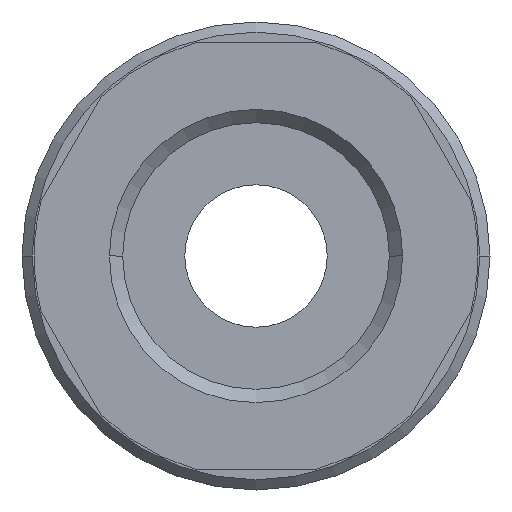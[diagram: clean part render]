
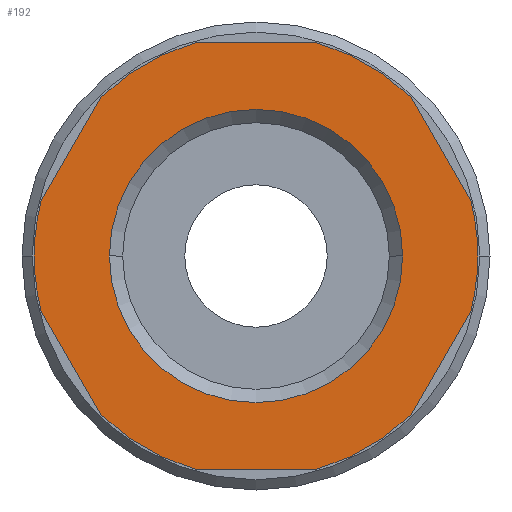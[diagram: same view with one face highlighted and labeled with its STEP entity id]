
A CAD part, front view. The second image highlights one B-rep face of the part: STEP entity #192.
In plain terms, the highlighted planar face has unit normal (0, -1, 0).
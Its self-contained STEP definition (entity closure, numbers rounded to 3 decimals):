
#192=ADVANCED_FACE('',(#453,#454),#455,.T.);
#453=FACE_BOUND('',#792,.T.);
#454=FACE_OUTER_BOUND('',#793,.T.);
#455=PLANE('',#794);
#792=EDGE_LOOP('',(#1276,#1277));
#793=EDGE_LOOP('',(#1278,#1279,#1280,#1281,#1282,#1283,#1284,#1285,#1286,#1287,#1288,#1289,#1290,#1291));
#794=AXIS2_PLACEMENT_3D('',#1292,#1293,#1294);
#1276=ORIENTED_EDGE('',*,*,#2047,.T.);
#1277=ORIENTED_EDGE('',*,*,#2048,.T.);
#1278=ORIENTED_EDGE('',*,*,#2049,.T.);
#1279=ORIENTED_EDGE('',*,*,#2050,.F.);
#1280=ORIENTED_EDGE('',*,*,#1935,.T.);
#1281=ORIENTED_EDGE('',*,*,#2051,.F.);
#1282=ORIENTED_EDGE('',*,*,#1957,.T.);
#1283=ORIENTED_EDGE('',*,*,#2052,.F.);
#1284=ORIENTED_EDGE('',*,*,#1964,.F.);
#1285=ORIENTED_EDGE('',*,*,#2023,.T.);
#1286=ORIENTED_EDGE('',*,*,#2028,.F.);
#1287=ORIENTED_EDGE('',*,*,#2053,.T.);
#1288=ORIENTED_EDGE('',*,*,#2054,.F.);
#1289=ORIENTED_EDGE('',*,*,#2055,.T.);
#1290=ORIENTED_EDGE('',*,*,#1982,.F.);
#1291=ORIENTED_EDGE('',*,*,#2056,.F.);
#1292=CARTESIAN_POINT('',(5.45,0.0,0.0));
#1293=DIRECTION('',(-0.0,-1.0,-0.0));
#1294=DIRECTION('',(-1.0,0.0,0.0));
#1935=EDGE_CURVE('',#2287,#2284,#2288,.T.);
#1957=EDGE_CURVE('',#2326,#2323,#2327,.T.);
#1964=EDGE_CURVE('',#2337,#2332,#2339,.T.);
#1982=EDGE_CURVE('',#2368,#2370,#2371,.T.);
#2023=EDGE_CURVE('',#2337,#2432,#2435,.T.);
#2028=EDGE_CURVE('',#2440,#2432,#2442,.T.);
#2047=EDGE_CURVE('',#2470,#2471,#2472,.T.);
#2048=EDGE_CURVE('',#2471,#2470,#2473,.T.);
#2049=EDGE_CURVE('',#2474,#2475,#2476,.T.);
#2050=EDGE_CURVE('',#2287,#2475,#2477,.T.);
#2051=EDGE_CURVE('',#2326,#2284,#2478,.T.);
#2052=EDGE_CURVE('',#2332,#2323,#2479,.T.);
#2053=EDGE_CURVE('',#2440,#2480,#2481,.T.);
#2054=EDGE_CURVE('',#2482,#2480,#2483,.T.);
#2055=EDGE_CURVE('',#2482,#2370,#2484,.T.);
#2056=EDGE_CURVE('',#2474,#2368,#2485,.T.);
#2284=VERTEX_POINT('',#2762);
#2287=VERTEX_POINT('',#2766);
#2288=LINE('',#2767,#2768);
#2323=VERTEX_POINT('',#2853);
#2326=VERTEX_POINT('',#2857);
#2327=LINE('',#2858,#2859);
#2332=VERTEX_POINT('',#2866);
#2337=VERTEX_POINT('',#2872);
#2339=CIRCLE('',#2875,10.9);
#2368=VERTEX_POINT('',#2963);
#2370=VERTEX_POINT('',#2966);
#2371=CIRCLE('',#2967,10.9);
#2432=VERTEX_POINT('',#3083);
#2435=LINE('',#3087,#3088);
#2440=VERTEX_POINT('',#3094);
#2442=CIRCLE('',#3097,10.9);
#2470=VERTEX_POINT('',#3153);
#2471=VERTEX_POINT('',#3154);
#2472=CIRCLE('',#3155,7.205);
#2473=CIRCLE('',#3156,7.205);
#2474=VERTEX_POINT('',#3157);
#2475=VERTEX_POINT('',#3158);
#2476=LINE('',#3159,#3160);
#2477=CIRCLE('',#3161,10.9);
#2478=CIRCLE('',#3162,10.9);
#2479=CIRCLE('',#3163,10.9);
#2480=VERTEX_POINT('',#3164);
#2481=LINE('',#3165,#3166);
#2482=VERTEX_POINT('',#3167);
#2483=CIRCLE('',#3168,10.9);
#2484=LINE('',#3169,#3170);
#2485=CIRCLE('',#3171,10.9);
#2762=CARTESIAN_POINT('',(2.926,0.0,-10.5));
#2766=CARTESIAN_POINT('',(-2.926,0.0,-10.5));
#2767=CARTESIAN_POINT('',(2.725,0.0,-10.5));
#2768=VECTOR('',#3579,1.0);
#2853=CARTESIAN_POINT('',(10.556,0.0,-2.716));
#2857=CARTESIAN_POINT('',(7.63,0.0,-7.784));
#2858=CARTESIAN_POINT('',(9.775,0.0,-4.07));
#2859=VECTOR('',#3602,1.0);
#2866=CARTESIAN_POINT('',(10.9,0.0,0.));
#2872=CARTESIAN_POINT('',(10.556,0.0,2.716));
#2875=AXIS2_PLACEMENT_3D('',#3610,#3611,#3612);
#2963=CARTESIAN_POINT('',(-10.9,0.0,0.));
#2966=CARTESIAN_POINT('',(-10.556,0.0,2.716));
#2967=AXIS2_PLACEMENT_3D('',#3627,#3628,#3629);
#3083=CARTESIAN_POINT('',(7.63,0.0,7.784));
#3087=CARTESIAN_POINT('',(9.775,0.0,4.07));
#3088=VECTOR('',#3684,1.0);
#3094=CARTESIAN_POINT('',(2.926,0.0,10.5));
#3097=AXIS2_PLACEMENT_3D('',#3690,#3691,#3692);
#3153=CARTESIAN_POINT('',(-7.205,0.0,0.));
#3154=CARTESIAN_POINT('',(7.205,0.0,0.));
#3155=AXIS2_PLACEMENT_3D('',#3714,#3715,#3716);
#3156=AXIS2_PLACEMENT_3D('',#3717,#3718,#3719);
#3157=CARTESIAN_POINT('',(-10.556,0.0,-2.716));
#3158=CARTESIAN_POINT('',(-7.63,0.0,-7.784));
#3159=CARTESIAN_POINT('',(-8.412,0.0,-6.43));
#3160=VECTOR('',#3720,1.0);
#3161=AXIS2_PLACEMENT_3D('',#3721,#3722,#3723);
#3162=AXIS2_PLACEMENT_3D('',#3724,#3725,#3726);
#3163=AXIS2_PLACEMENT_3D('',#3727,#3728,#3729);
#3164=CARTESIAN_POINT('',(-2.926,0.0,10.5));
#3165=CARTESIAN_POINT('',(2.725,0.0,10.5));
#3166=VECTOR('',#3730,1.0);
#3167=CARTESIAN_POINT('',(-7.63,0.0,7.784));
#3168=AXIS2_PLACEMENT_3D('',#3731,#3732,#3733);
#3169=CARTESIAN_POINT('',(-8.412,0.0,6.43));
#3170=VECTOR('',#3734,1.0);
#3171=AXIS2_PLACEMENT_3D('',#3735,#3736,#3737);
#3579=DIRECTION('',(1.0,-0.0,0.0));
#3602=DIRECTION('',(0.5,-0.0,0.866));
#3610=CARTESIAN_POINT('',(0.0,0.0,0.0));
#3611=DIRECTION('',(-0.0,1.0,0.0));
#3612=DIRECTION('',(1.0,0.0,0.0));
#3627=CARTESIAN_POINT('',(0.0,0.0,0.0));
#3628=DIRECTION('',(-0.0,1.0,0.0));
#3629=DIRECTION('',(1.0,0.0,0.0));
#3684=DIRECTION('',(-0.5,0.0,0.866));
#3690=CARTESIAN_POINT('',(0.0,0.0,0.0));
#3691=DIRECTION('',(-0.0,1.0,0.0));
#3692=DIRECTION('',(1.0,0.0,0.0));
#3714=CARTESIAN_POINT('',(0.0,0.0,0.0));
#3715=DIRECTION('',(-0.0,1.0,0.0));
#3716=DIRECTION('',(1.0,0.0,0.0));
#3717=CARTESIAN_POINT('',(0.0,0.0,0.0));
#3718=DIRECTION('',(-0.0,1.0,0.0));
#3719=DIRECTION('',(1.0,0.0,0.0));
#3720=DIRECTION('',(0.5,0.0,-0.866));
#3721=CARTESIAN_POINT('',(0.0,0.0,0.0));
#3722=DIRECTION('',(-0.0,1.0,0.0));
#3723=DIRECTION('',(1.0,0.0,0.0));
#3724=CARTESIAN_POINT('',(0.0,0.0,0.0));
#3725=DIRECTION('',(-0.0,1.0,0.0));
#3726=DIRECTION('',(1.0,0.0,0.0));
#3727=CARTESIAN_POINT('',(0.0,0.0,0.0));
#3728=DIRECTION('',(-0.0,1.0,0.0));
#3729=DIRECTION('',(1.0,0.0,0.0));
#3730=DIRECTION('',(-1.0,0.0,0.));
#3731=CARTESIAN_POINT('',(0.0,0.0,0.0));
#3732=DIRECTION('',(-0.0,1.0,0.0));
#3733=DIRECTION('',(1.0,0.0,0.0));
#3734=DIRECTION('',(-0.5,0.0,-0.866));
#3735=CARTESIAN_POINT('',(0.0,0.0,0.0));
#3736=DIRECTION('',(-0.0,1.0,0.0));
#3737=DIRECTION('',(1.0,0.0,0.0));
